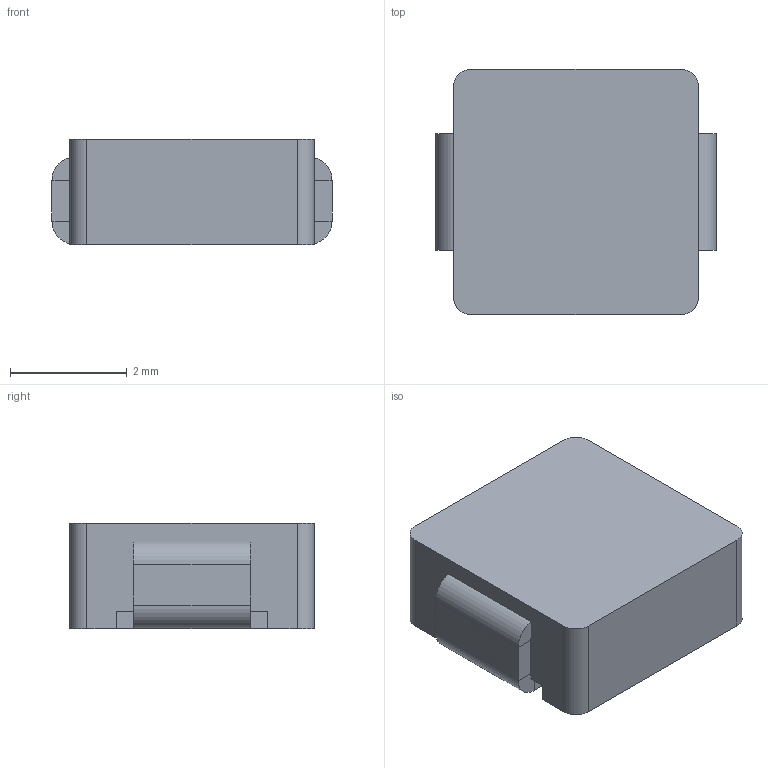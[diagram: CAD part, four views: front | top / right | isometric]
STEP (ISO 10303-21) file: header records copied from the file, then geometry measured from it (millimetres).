
FILE_DESCRIPTION (( 'STEP AP214' ), '1' );
FILE_NAME ('User Library-MWSA0402S.STEP', '2024-12-19T07:52:20', ( '' ), ( '' ), 'SwSTEP 2.0', 'SolidWorks 2022', '' );
FILE_SCHEMA (( 'AUTOMOTIVE_DESIGN' ));
Length unit declared in the file: millimetre
Products named in the file (4): MWSA0402S-PIN.STP; User Library-MWSA0402S; MWSA0402S-HOUSE.STP; MWSA0402S.STP
Assembly tree (3 placements, depth 3):
  User Library-MWSA0402S
    MWSA0402S.STP
      MWSA0402S-HOUSE.STP
      MWSA0402S-PIN.STP
Bounding box: 4.8 x 4.2 x 1.8 mm (x, y, z)
Volume: 34.9 mm3; surface area: 105.5 mm2
Topology: 2 solids, 2 shells, 56 faces, 124 edges, 72 vertices
Faces by surface type: plane 44, cylinder 12
Entity records: 1632 total; most frequent: DIRECTION 274, CARTESIAN_POINT 259, ORIENTED_EDGE 248, EDGE_CURVE 124, LINE 100, VECTOR 100, AXIS2_PLACEMENT_3D 87, VERTEX_POINT 72
